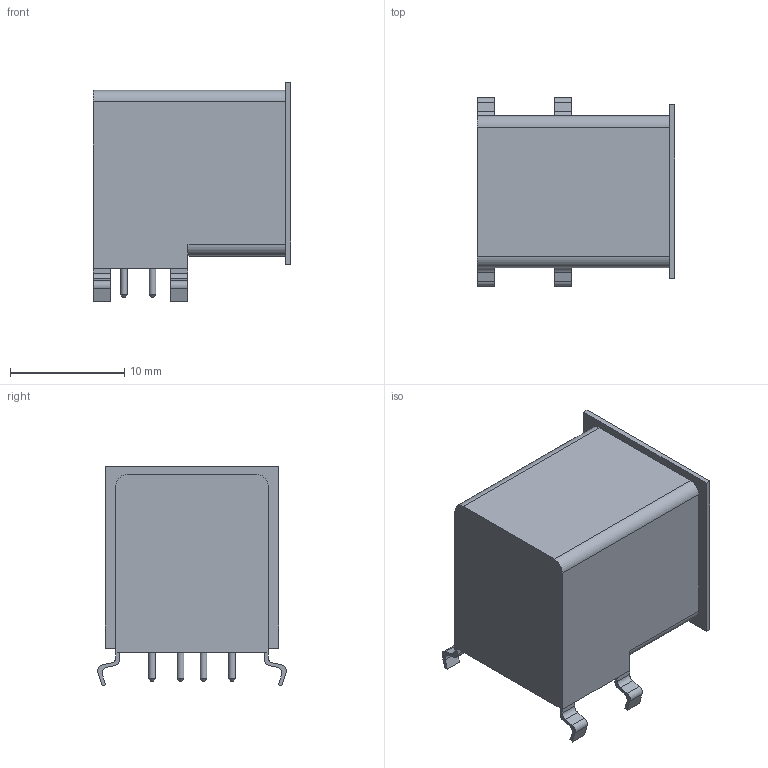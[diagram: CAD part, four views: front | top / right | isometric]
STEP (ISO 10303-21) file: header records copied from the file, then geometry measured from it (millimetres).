
FILE_DESCRIPTION(('FreeCAD Model'),'2;1');
FILE_NAME('USB-2_0-type-A-Dual-Stacked-jack-PCB-GCT.step','2016-12-07T19:23:03',( 'Daniel Sallin'),('Daniel-STP'),'Open CASCADE STEP processor 6.8', 'FreeCAD','Unknown');
FILE_SCHEMA(('AUTOMOTIVE_DESIGN_CC2 { 1 2 10303 214 -1 1 5 4 }'));
Length unit declared in the file: millimetre
Products named in the file (2): ASSEMBLY; ChanfreinConnecteur
Assembly tree (1 placements, depth 2):
  ASSEMBLY
    ChanfreinConnecteur
Bounding box: 17.3 x 16.49 x 19.19 mm (x, y, z)
Volume: 2607.9 mm3; surface area: 2635.9 mm2
Topology: 1 solids, 1 shells, 138 faces, 332 edges, 210 vertices
Faces by surface type: plane 86, cylinder 40, cone 8, torus 4
Full cylindrical faces by diameter (mm): 0.6 x8
Entity records: 8466 total; most frequent: CARTESIAN_POINT 1688, DIRECTION 1283, LINE 804, VECTOR 804, ORIENTED_EDGE 664, PCURVE 664, DEFINITIONAL_REPRESENTATION 664, EDGE_CURVE 332
